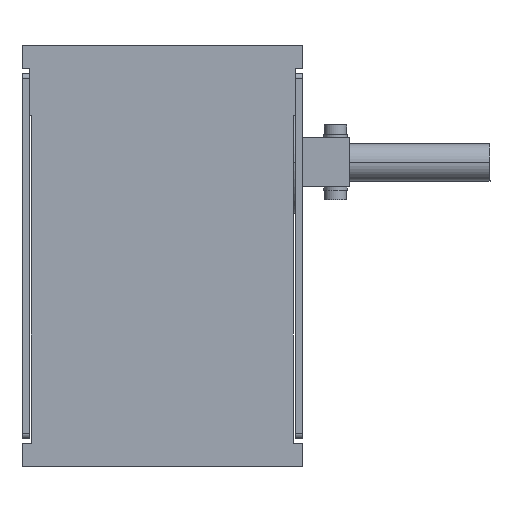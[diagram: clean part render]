
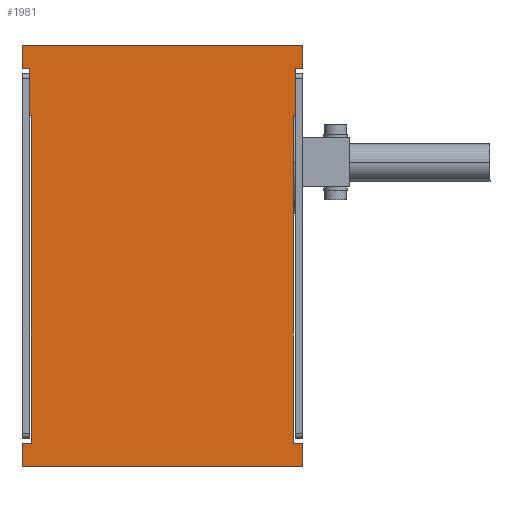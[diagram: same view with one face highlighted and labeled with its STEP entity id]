
A CAD part, left-side view. The second image highlights one B-rep face of the part: STEP entity #1981.
In plain terms, the highlighted planar face has unit normal (-1, 0, 0).
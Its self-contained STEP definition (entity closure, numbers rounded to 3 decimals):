
#1511=CARTESIAN_POINT('',(-101.957,-68.089,74.5));
#1512=VERTEX_POINT('',#1511);
#1519=CARTESIAN_POINT('',(-101.957,-68.089,84.5));
#1520=VERTEX_POINT('',#1519);
#1521=CARTESIAN_POINT('',(-101.957,-68.089,84.5));
#1522=DIRECTION('',(0.0,0.0,-1.0));
#1523=VECTOR('',#1522,10.);
#1524=LINE('',#1521,#1523);
#1525=EDGE_CURVE('',#1520,#1512,#1524,.T.);
#1562=CARTESIAN_POINT('',(-101.957,-66.589,84.5));
#1563=VERTEX_POINT('',#1562);
#1564=CARTESIAN_POINT('',(-101.957,-66.589,84.5));
#1565=DIRECTION('',(0.0,-1.0,0.0));
#1566=VECTOR('',#1565,1.5);
#1567=LINE('',#1564,#1566);
#1568=EDGE_CURVE('',#1563,#1520,#1567,.T.);
#1594=CARTESIAN_POINT('',(-101.957,-66.589,4.5));
#1595=VERTEX_POINT('',#1594);
#1602=CARTESIAN_POINT('',(-101.957,-68.589,4.5));
#1603=VERTEX_POINT('',#1602);
#1604=CARTESIAN_POINT('',(-101.957,-68.589,4.5));
#1605=DIRECTION('',(0.0,1.0,0.0));
#1606=VECTOR('',#1605,2.);
#1607=LINE('',#1604,#1606);
#1608=EDGE_CURVE('',#1603,#1595,#1607,.T.);
#1633=CARTESIAN_POINT('',(-101.957,-68.589,74.5));
#1634=VERTEX_POINT('',#1633);
#1635=CARTESIAN_POINT('',(-101.957,-68.589,74.5));
#1636=DIRECTION('',(0.0,0.0,-1.0));
#1637=VECTOR('',#1636,70.0);
#1638=LINE('',#1635,#1637);
#1639=EDGE_CURVE('',#1634,#1603,#1638,.T.);
#1662=CARTESIAN_POINT('',(-101.957,-68.089,74.5));
#1663=DIRECTION('',(0.0,-1.0,0.0));
#1664=VECTOR('',#1663,0.5);
#1665=LINE('',#1662,#1664);
#1666=EDGE_CURVE('',#1512,#1634,#1665,.T.);
#1687=CARTESIAN_POINT('',(-101.957,-125.089,74.5));
#1688=VERTEX_POINT('',#1687);
#1695=CARTESIAN_POINT('',(-101.957,-124.589,74.5));
#1696=VERTEX_POINT('',#1695);
#1697=CARTESIAN_POINT('',(-101.957,-124.589,74.5));
#1698=DIRECTION('',(0.0,-1.0,0.0));
#1699=VECTOR('',#1698,0.5);
#1700=LINE('',#1697,#1699);
#1701=EDGE_CURVE('',#1696,#1688,#1700,.T.);
#1726=CARTESIAN_POINT('',(-101.957,-124.589,4.5));
#1727=VERTEX_POINT('',#1726);
#1728=CARTESIAN_POINT('',(-101.957,-124.589,4.5));
#1729=DIRECTION('',(0.0,0.0,1.0));
#1730=VECTOR('',#1729,70.0);
#1731=LINE('',#1728,#1730);
#1732=EDGE_CURVE('',#1727,#1696,#1731,.T.);
#1757=CARTESIAN_POINT('',(-101.957,-126.589,4.5));
#1758=VERTEX_POINT('',#1757);
#1759=CARTESIAN_POINT('',(-101.957,-126.589,4.5));
#1760=DIRECTION('',(0.0,1.0,0.0));
#1761=VECTOR('',#1760,2.);
#1762=LINE('',#1759,#1761);
#1763=EDGE_CURVE('',#1758,#1727,#1762,.T.);
#1789=CARTESIAN_POINT('',(-101.957,-126.589,84.5));
#1790=VERTEX_POINT('',#1789);
#1797=CARTESIAN_POINT('',(-101.957,-125.089,84.5));
#1798=VERTEX_POINT('',#1797);
#1799=CARTESIAN_POINT('',(-101.957,-125.089,84.5));
#1800=DIRECTION('',(0.0,-1.0,0.0));
#1801=VECTOR('',#1800,1.5);
#1802=LINE('',#1799,#1801);
#1803=EDGE_CURVE('',#1798,#1790,#1802,.T.);
#1826=CARTESIAN_POINT('',(-101.957,-125.089,74.5));
#1827=DIRECTION('',(0.0,0.0,1.0));
#1828=VECTOR('',#1827,10.0);
#1829=LINE('',#1826,#1828);
#1830=EDGE_CURVE('',#1688,#1798,#1829,.T.);
#1862=CARTESIAN_POINT('',(-101.957,-66.589,-0.5));
#1863=VERTEX_POINT('',#1862);
#1870=CARTESIAN_POINT('',(-101.957,-66.589,-0.5));
#1871=DIRECTION('',(0.0,0.0,1.0));
#1872=VECTOR('',#1871,5.0);
#1873=LINE('',#1870,#1872);
#1874=EDGE_CURVE('',#1863,#1595,#1873,.T.);
#1885=CARTESIAN_POINT('',(-101.957,-66.589,89.5));
#1886=VERTEX_POINT('',#1885);
#1887=CARTESIAN_POINT('',(-101.957,-66.589,84.5));
#1888=DIRECTION('',(0.0,0.0,1.0));
#1889=VECTOR('',#1888,5.);
#1890=LINE('',#1887,#1889);
#1891=EDGE_CURVE('',#1563,#1886,#1890,.T.);
#1916=CARTESIAN_POINT('',(-101.957,-126.589,-0.5));
#1917=VERTEX_POINT('',#1916);
#1918=CARTESIAN_POINT('',(-101.957,-126.589,-0.5));
#1919=DIRECTION('',(0.0,0.0,1.0));
#1920=VECTOR('',#1919,5.0);
#1921=LINE('',#1918,#1920);
#1922=EDGE_CURVE('',#1917,#1758,#1921,.T.);
#1941=CARTESIAN_POINT('',(-101.957,-126.589,-0.5));
#1942=DIRECTION('',(-1.0,0.0,0.0));
#1943=DIRECTION('',(0.0,0.0,1.0));
#1944=AXIS2_PLACEMENT_3D('',#1941,#1942,#1943);
#1945=PLANE('',#1944);
#1946=ORIENTED_EDGE('',*,*,#1568,.T.);
#1947=ORIENTED_EDGE('',*,*,#1525,.T.);
#1948=ORIENTED_EDGE('',*,*,#1666,.T.);
#1949=ORIENTED_EDGE('',*,*,#1639,.T.);
#1950=ORIENTED_EDGE('',*,*,#1608,.T.);
#1951=ORIENTED_EDGE('',*,*,#1874,.F.);
#1952=CARTESIAN_POINT('',(-101.957,-126.589,-0.5));
#1953=DIRECTION('',(0.0,1.0,0.0));
#1954=VECTOR('',#1953,60.0);
#1955=LINE('',#1952,#1954);
#1956=EDGE_CURVE('',#1917,#1863,#1955,.T.);
#1957=ORIENTED_EDGE('',*,*,#1956,.F.);
#1958=ORIENTED_EDGE('',*,*,#1922,.T.);
#1959=ORIENTED_EDGE('',*,*,#1763,.T.);
#1960=ORIENTED_EDGE('',*,*,#1732,.T.);
#1961=ORIENTED_EDGE('',*,*,#1701,.T.);
#1962=ORIENTED_EDGE('',*,*,#1830,.T.);
#1963=ORIENTED_EDGE('',*,*,#1803,.T.);
#1964=CARTESIAN_POINT('',(-101.957,-126.589,89.5));
#1965=VERTEX_POINT('',#1964);
#1966=CARTESIAN_POINT('',(-101.957,-126.589,84.5));
#1967=DIRECTION('',(0.0,0.0,1.0));
#1968=VECTOR('',#1967,5.0);
#1969=LINE('',#1966,#1968);
#1970=EDGE_CURVE('',#1790,#1965,#1969,.T.);
#1971=ORIENTED_EDGE('',*,*,#1970,.T.);
#1972=CARTESIAN_POINT('',(-101.957,-126.589,89.5));
#1973=DIRECTION('',(0.0,1.0,0.0));
#1974=VECTOR('',#1973,60.0);
#1975=LINE('',#1972,#1974);
#1976=EDGE_CURVE('',#1965,#1886,#1975,.T.);
#1977=ORIENTED_EDGE('',*,*,#1976,.T.);
#1978=ORIENTED_EDGE('',*,*,#1891,.F.);
#1979=EDGE_LOOP('',(#1946,#1947,#1948,#1949,#1950,#1951,#1957,#1958,#1959,#1960,#1961,#1962,#1963,#1971,#1977,#1978));
#1980=FACE_OUTER_BOUND('',#1979,.T.);
#1981=ADVANCED_FACE('',(#1980),#1945,.T.);
